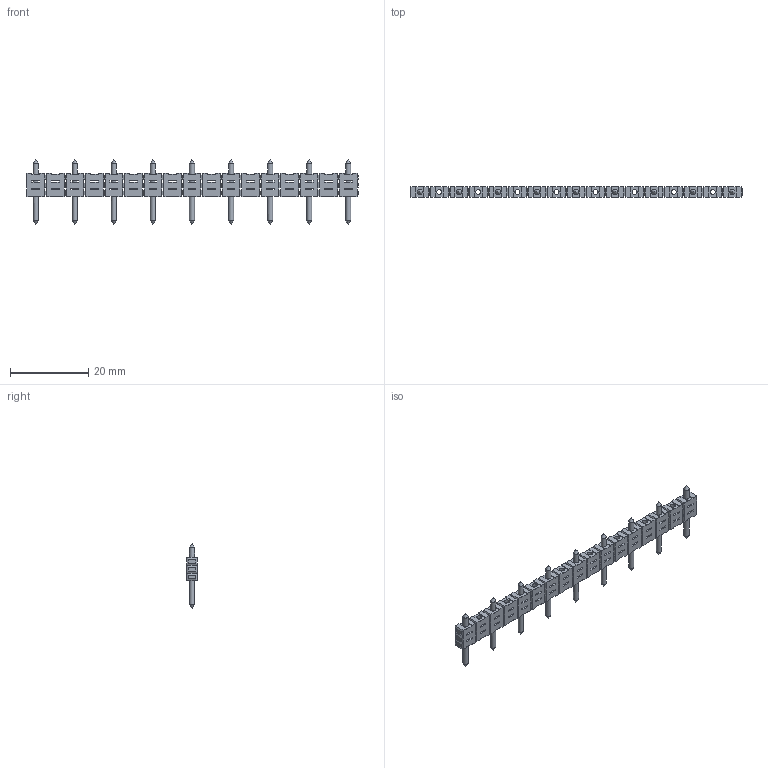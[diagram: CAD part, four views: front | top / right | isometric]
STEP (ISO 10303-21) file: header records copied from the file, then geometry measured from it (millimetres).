
FILE_DESCRIPTION(('STEP AP214'),'1');
FILE_NAME('PVST09-10.stp','2018-11-21T10:48:17',(' '),(' '),'Spatial InterOp 3D',' ',' ');
FILE_SCHEMA(('AUTOMOTIVE_DESIGN { 1 0 10303 214 1 1 1 1 }'));
Length unit declared in the file: metre
Products named in the file (1): 1
Bounding box: 85 x 2.8 x 16.5 mm (x, y, z)
Volume: 1333.9 mm3; surface area: 2625.8 mm2
Topology: 1 solids, 1 shells, 832 faces, 2133 edges, 1239 vertices
Faces by surface type: plane 754, cylinder 60, cone 18
Full cylindrical faces by diameter (mm): 1.3 x60
Entity records: 30069 total; most frequent: CARTESIAN_POINT 3971, ORIENTED_EDGE 3936, DIRECTION 3754, EDGE_CURVE 1968, LINE 1848, VECTOR 1848, VERTEX_POINT 1170, EDGE_LOOP 1062
